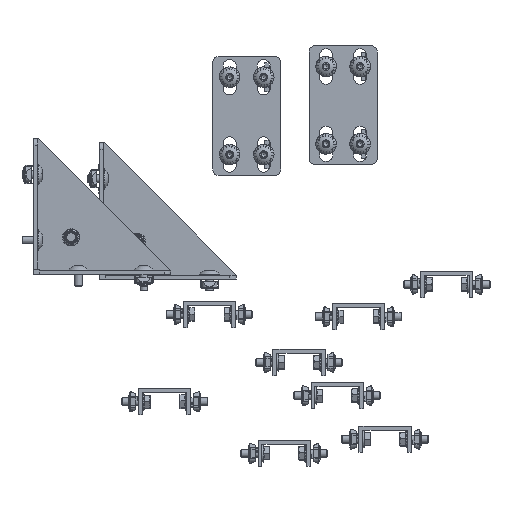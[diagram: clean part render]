
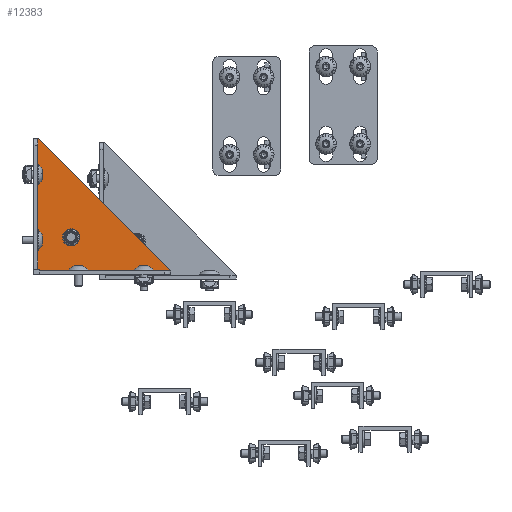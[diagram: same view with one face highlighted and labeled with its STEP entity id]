
A CAD part, front view. The second image highlights one B-rep face of the part: STEP entity #12383.
In plain terms, the highlighted face is planar.
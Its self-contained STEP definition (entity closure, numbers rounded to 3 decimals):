
#198 = CARTESIAN_POINT ( 'NONE',  ( -47.898, 3., 49.232 ) ) ;
#300 = VECTOR ( 'NONE', #2071, 1000. ) ;
#847 = CARTESIAN_POINT ( 'NONE',  ( 52.2, 3., 49.2 ) ) ;
#943 = CARTESIAN_POINT ( 'NONE',  ( 0., 3., 0. ) ) ;
#1057 = DIRECTION ( 'NONE',  ( -0.707, 0., -0.707 ) ) ;
#1125 = ORIENTED_EDGE ( 'NONE', *, *, #5775, .F. ) ;
#1135 = CARTESIAN_POINT ( 'NONE',  ( -47.898, 3., 47.898 ) ) ;
#1179 = ORIENTED_EDGE ( 'NONE', *, *, #5815, .T. ) ;
#1542 = VERTEX_POINT ( 'NONE', #847 ) ;
#1724 = VERTEX_POINT ( 'NONE', #13226 ) ;
#1822 = LINE ( 'NONE', #9807, #9038 ) ;
#2005 = VERTEX_POINT ( 'NONE', #9439 ) ;
#2006 = DIRECTION ( 'NONE',  ( -1., 0., 0. ) ) ;
#2071 = DIRECTION ( 'NONE',  ( 0., 0., -1. ) ) ;
#2079 = FACE_OUTER_BOUND ( 'NONE', #4617, .T. ) ;
#2326 = DIRECTION ( 'NONE',  ( 0., 0., -1. ) ) ;
#2335 = DIRECTION ( 'NONE',  ( 0., 0., 1. ) ) ;
#2379 = DIRECTION ( 'NONE',  ( 0., 0., 1. ) ) ;
#2663 = VECTOR ( 'NONE', #1057, 1000. ) ;
#3143 = LINE ( 'NONE', #4281, #12788 ) ;
#3691 = CARTESIAN_POINT ( 'NONE',  ( -49.232, 3., 47.898 ) ) ;
#3948 = VERTEX_POINT ( 'NONE', #198 ) ;
#4124 = CARTESIAN_POINT ( 'NONE',  ( -49.232, 3., -51.613 ) ) ;
#4281 = CARTESIAN_POINT ( 'NONE',  ( 52.2, 3., 49.232 ) ) ;
#4617 = EDGE_LOOP ( 'NONE', ( #10545, #6676, #1125, #13179, #5303, #1179, #10940 ) ) ;
#4843 = VERTEX_POINT ( 'NONE', #3691 ) ;
#5013 = VERTEX_POINT ( 'NONE', #11899 ) ;
#5078 = EDGE_CURVE ( 'NONE', #2005, #3948, #10898, .T. ) ;
#5277 = PLANE ( 'NONE',  #14000 ) ;
#5303 = ORIENTED_EDGE ( 'NONE', *, *, #14010, .T. ) ;
#5349 = LINE ( 'NONE', #4124, #10293 ) ;
#5359 = DIRECTION ( 'NONE',  ( 0., -1., 0. ) ) ;
#5775 = EDGE_CURVE ( 'NONE', #7202, #3948, #3143, .T. ) ;
#5815 = EDGE_CURVE ( 'NONE', #13208, #1724, #5349, .T. ) ;
#5848 = EDGE_CURVE ( 'NONE', #4843, #1724, #9616, .T. ) ;
#6676 = ORIENTED_EDGE ( 'NONE', *, *, #5078, .T. ) ;
#6742 = VECTOR ( 'NONE', #7093, 1000. ) ;
#6807 = CARTESIAN_POINT ( 'NONE',  ( -23.734, 3., 23.734 ) ) ;
#7093 = DIRECTION ( 'NONE',  ( 1., 0., 0. ) ) ;
#7202 = VERTEX_POINT ( 'NONE', #7931 ) ;
#7235 = LINE ( 'NONE', #11571, #6742 ) ;
#7749 = ORIENTED_EDGE ( 'NONE', *, *, #12051, .T. ) ;
#7757 = CARTESIAN_POINT ( 'NONE',  ( 52.2, 3., 49.2 ) ) ;
#7931 = CARTESIAN_POINT ( 'NONE',  ( 52.2, 3., 49.232 ) ) ;
#9038 = VECTOR ( 'NONE', #2326, 1000. ) ;
#9439 = CARTESIAN_POINT ( 'NONE',  ( -47.898, 3., 47.898 ) ) ;
#9616 = LINE ( 'NONE', #11823, #300 ) ;
#9682 = AXIS2_PLACEMENT_3D ( 'NONE', #6807, #13345, #2379 ) ;
#9807 = CARTESIAN_POINT ( 'NONE',  ( 52.2, 3., 49.234 ) ) ;
#9849 = EDGE_LOOP ( 'NONE', ( #7749 ) ) ;
#10293 = VECTOR ( 'NONE', #10693, 1000. ) ;
#10331 = VECTOR ( 'NONE', #2335, 1000. ) ;
#10545 = ORIENTED_EDGE ( 'NONE', *, *, #11895, .T. ) ;
#10693 = DIRECTION ( 'NONE',  ( -1., 0., 0. ) ) ;
#10700 = FACE_BOUND ( 'NONE', #9849, .T. ) ;
#10828 = CIRCLE ( 'NONE', #9682, 6. ) ;
#10898 = LINE ( 'NONE', #1135, #10331 ) ;
#10940 = ORIENTED_EDGE ( 'NONE', *, *, #5848, .F. ) ;
#10952 = LINE ( 'NONE', #7757, #2663 ) ;
#11571 = CARTESIAN_POINT ( 'NONE',  ( -49.232, 3., 47.898 ) ) ;
#11823 = CARTESIAN_POINT ( 'NONE',  ( -49.232, 3., 47.898 ) ) ;
#11833 = DIRECTION ( 'NONE',  ( 0., 0., -1. ) ) ;
#11895 = EDGE_CURVE ( 'NONE', #4843, #2005, #7235, .T. ) ;
#11899 = CARTESIAN_POINT ( 'NONE',  ( -23.734, 3., 29.734 ) ) ;
#12051 = EDGE_CURVE ( 'NONE', #5013, #5013, #10828, .T. ) ;
#12383 = ADVANCED_FACE ( 'NONE', ( #2079, #10700 ), #5277, .F. ) ;
#12520 = CARTESIAN_POINT ( 'NONE',  ( -48.613, 3., -51.613 ) ) ;
#12788 = VECTOR ( 'NONE', #2006, 1000. ) ;
#13179 = ORIENTED_EDGE ( 'NONE', *, *, #14030, .T. ) ;
#13208 = VERTEX_POINT ( 'NONE', #12520 ) ;
#13226 = CARTESIAN_POINT ( 'NONE',  ( -49.232, 3., -51.613 ) ) ;
#13345 = DIRECTION ( 'NONE',  ( 0., -1., 0. ) ) ;
#14000 = AXIS2_PLACEMENT_3D ( 'NONE', #943, #5359, #11833 ) ;
#14010 = EDGE_CURVE ( 'NONE', #1542, #13208, #10952, .T. ) ;
#14030 = EDGE_CURVE ( 'NONE', #7202, #1542, #1822, .T. ) ;
